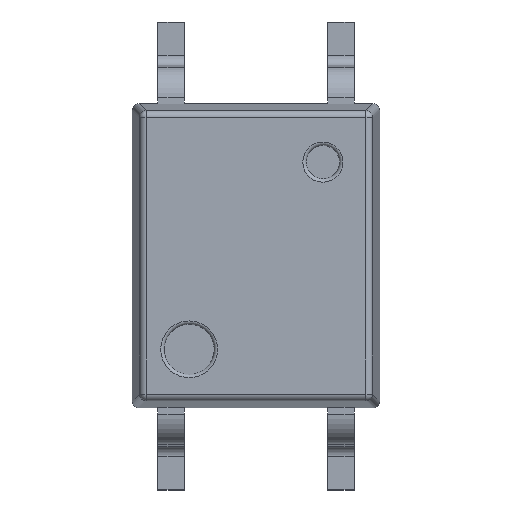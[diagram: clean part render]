
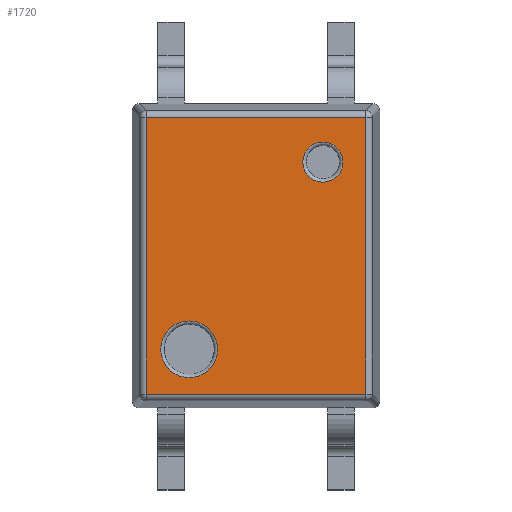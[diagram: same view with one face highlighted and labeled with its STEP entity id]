
A CAD part, top view. The second image highlights one B-rep face of the part: STEP entity #1720.
In plain terms, the highlighted planar face has unit normal (0, 0, 1).
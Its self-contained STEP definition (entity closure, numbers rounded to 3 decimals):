
#121=FACE_BOUND('',#611,.T.);
#122=FACE_BOUND('',#612,.T.);
#123=LINE('',#2579,#291);
#124=LINE('',#2581,#292);
#125=LINE('',#2583,#293);
#126=LINE('',#2584,#294);
#291=VECTOR('',#2035,10.);
#292=VECTOR('',#2036,10.);
#293=VECTOR('',#2037,10.);
#294=VECTOR('',#2038,10.);
#459=PLANE('',#1839);
#508=FACE_OUTER_BOUND('',#610,.T.);
#610=EDGE_LOOP('',(#1213,#1214,#1215,#1216));
#611=EDGE_LOOP('',(#1217));
#612=EDGE_LOOP('',(#1218));
#713=CIRCLE('',#1836,0.3);
#716=CIRCLE('',#1840,0.425);
#799=VERTEX_POINT('',#2571);
#801=VERTEX_POINT('',#2577);
#802=VERTEX_POINT('',#2578);
#803=VERTEX_POINT('',#2580);
#804=VERTEX_POINT('',#2582);
#805=VERTEX_POINT('',#2585);
#955=EDGE_CURVE('',#799,#799,#713,.T.);
#958=EDGE_CURVE('',#801,#802,#123,.T.);
#959=EDGE_CURVE('',#803,#801,#124,.T.);
#960=EDGE_CURVE('',#804,#803,#125,.T.);
#961=EDGE_CURVE('',#802,#804,#126,.T.);
#962=EDGE_CURVE('',#805,#805,#716,.T.);
#1213=ORIENTED_EDGE('',*,*,#958,.F.);
#1214=ORIENTED_EDGE('',*,*,#959,.F.);
#1215=ORIENTED_EDGE('',*,*,#960,.F.);
#1216=ORIENTED_EDGE('',*,*,#961,.F.);
#1217=ORIENTED_EDGE('',*,*,#962,.F.);
#1218=ORIENTED_EDGE('',*,*,#955,.F.);
#1720=ADVANCED_FACE('',(#508,#121,#122),#459,.T.);
#1836=AXIS2_PLACEMENT_3D('',#2572,#2027,#2028);
#1839=AXIS2_PLACEMENT_3D('',#2576,#2033,#2034);
#1840=AXIS2_PLACEMENT_3D('',#2586,#2039,#2040);
#2027=DIRECTION('center_axis',(0.,0.,1.));
#2028=DIRECTION('ref_axis',(-1.,0.,0.));
#2033=DIRECTION('center_axis',(0.,0.,1.));
#2034=DIRECTION('ref_axis',(1.,0.,0.));
#2035=DIRECTION('',(1.,0.,0.));
#2036=DIRECTION('',(0.,1.,0.));
#2037=DIRECTION('',(-1.,0.,0.));
#2038=DIRECTION('',(0.,-1.,0.));
#2039=DIRECTION('center_axis',(0.,0.,1.));
#2040=DIRECTION('ref_axis',(-1.,0.,0.));
#2571=CARTESIAN_POINT('',(1.3,1.4,2.3));
#2572=CARTESIAN_POINT('Origin',(1.,1.4,2.3));
#2576=CARTESIAN_POINT('Origin',(0.,0.,2.3));
#2577=CARTESIAN_POINT('',(-1.644,2.069,2.3));
#2578=CARTESIAN_POINT('',(1.644,2.069,2.3));
#2579=CARTESIAN_POINT('',(-0.925,2.069,2.3));
#2580=CARTESIAN_POINT('',(-1.644,-2.069,2.3));
#2581=CARTESIAN_POINT('',(-1.644,-1.138,2.3));
#2582=CARTESIAN_POINT('',(1.644,-2.069,2.3));
#2583=CARTESIAN_POINT('',(0.925,-2.069,2.3));
#2584=CARTESIAN_POINT('',(1.644,1.138,2.3));
#2585=CARTESIAN_POINT('',(-0.575,-1.4,2.3));
#2586=CARTESIAN_POINT('Origin',(-1.,-1.4,2.3));
